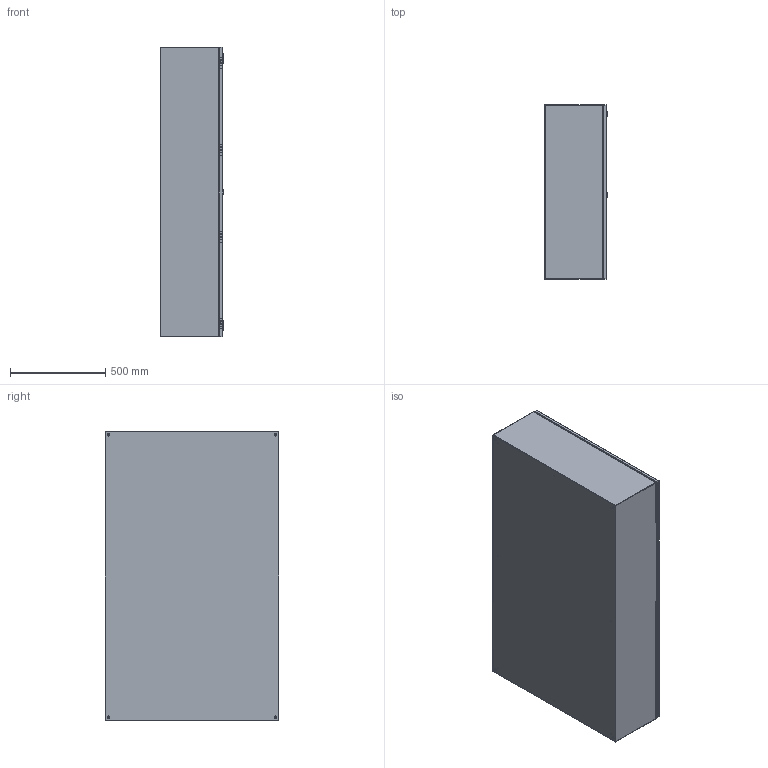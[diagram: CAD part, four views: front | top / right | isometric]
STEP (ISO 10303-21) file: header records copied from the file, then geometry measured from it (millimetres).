
FILE_DESCRIPTION (( 'STEP AP214' ), '1' );
FILE_NAME ('EN4SD603612SSR.STEP', '2019-10-02T10:52:33', ( '' ), ( '' ), 'SwSTEP 2.0', 'SolidWorks 2018', '' );
FILE_SCHEMA (( 'AUTOMOTIVE_DESIGN' ));
Length unit declared in the file: inch
Products named in the file (1): EN4SD603612SSR
Bounding box: 330.25 x 914.39 x 1524 mm (x, y, z)
Volume: 8930301.6 mm3; surface area: 9983969.6 mm2
Topology: 66 solids, 67 shells, 1711 faces, 4103 edges, 2593 vertices
Faces by surface type: plane 896, cylinder 546, bspline 177, torus 50, cone 42
Entity records: 78223 total; most frequent: CARTESIAN_POINT 15790, ORIENTED_EDGE 8152, DIRECTION 8123, EDGE_CURVE 4076, AXIS2_PLACEMENT_3D 2832, VERTEX_POINT 2593, VECTOR 2459, LINE 2459
